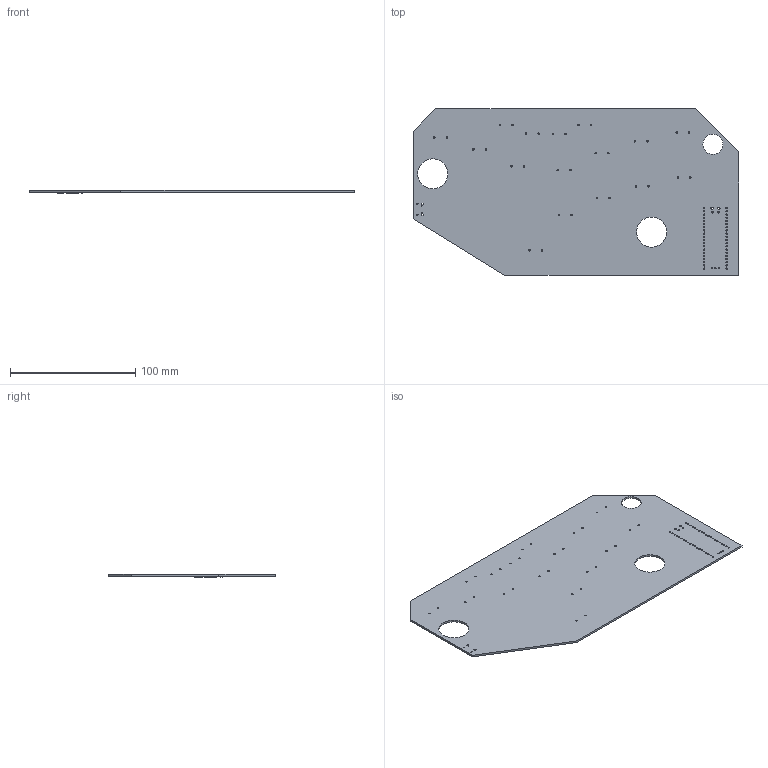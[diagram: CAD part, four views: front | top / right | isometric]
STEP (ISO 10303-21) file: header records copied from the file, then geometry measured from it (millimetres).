
FILE_DESCRIPTION(('KiCad electronic assembly'),'2;1');
FILE_NAME('MainBoard_RP2040.step','2025-02-26T12:56:43',('Pcbnew'),( 'Kicad'),'Open CASCADE STEP processor 7.8','KiCad to STEP converter' ,'Unknown');
FILE_SCHEMA(('AUTOMOTIVE_DESIGN { 1 0 10303 214 1 1 1 1 }'));
Length unit declared in the file: millimetre
Products named in the file (14): MainBoard_RP2040 1; TQFP-44_10x10mm_P0.8mm; TQFP_44_10x10mm_P08mm; C_0603_1608Metric; R_0603_1608Metric; SW_SPST_TL3342; Crystal_SMD_SeikoEpson_FA238-4Pin_3.2x2.5mm; LED_0201_0603Metric; _autosave-MainBoard_RP2040_PCB
Assembly tree (26 placements, depth 3):
  MainBoard_RP2040 1
    TQFP-44_10x10mm_P0.8mm
      TQFP_44_10x10mm_P08mm
    C_0603_1608Metric  x8
      C_0603_1608Metric
    R_0603_1608Metric  x7
      R_0603_1608Metric
    SW_SPST_TL3342
      SW_SPST_TL3342
    Crystal_SMD_SeikoEpson_FA238-4Pin_3.2x2.5mm
      Crystal_SMD_SeikoEpson_FA238-4Pin_3.2x2.5mm
    LED_0201_0603Metric
      LED_0201_0603Metric
    _autosave-MainBoard_RP2040_PCB
Bounding box: 259.51 x 133 x 3.19 mm (x, y, z)
Volume: 49619 mm3; surface area: 64286.1 mm2
Topology: 20 solids, 21 shells, 1464 faces, 3910 edges, 2517 vertices
Faces by surface type: plane 901, cylinder 470, bspline 92, torus 1
Full cylindrical faces by diameter (mm): 0.5 x1, 0.65 x2, 1.02 x43, 1.2 x32, 1.5 x2, 1.8 x2, 2 x1, 16 x1, 24 x2
Entity records: 45335 total; most frequent: CARTESIAN_POINT 9689, ORIENTED_EDGE 5996, DIRECTION 5666, EDGE_CURVE 2998, LINE 2216, VECTOR 2216, VERTEX_POINT 1917, AXIS2_PLACEMENT_3D 1725
